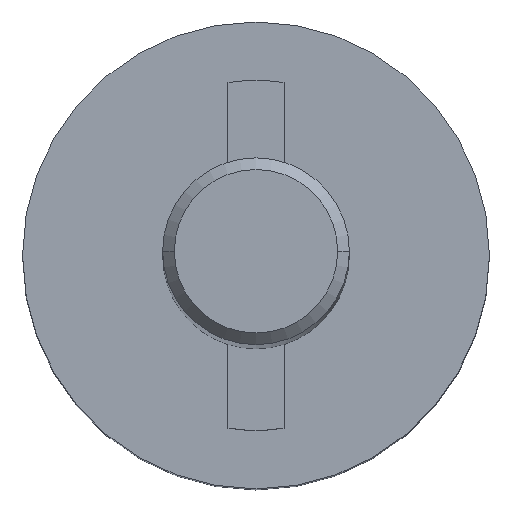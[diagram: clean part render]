
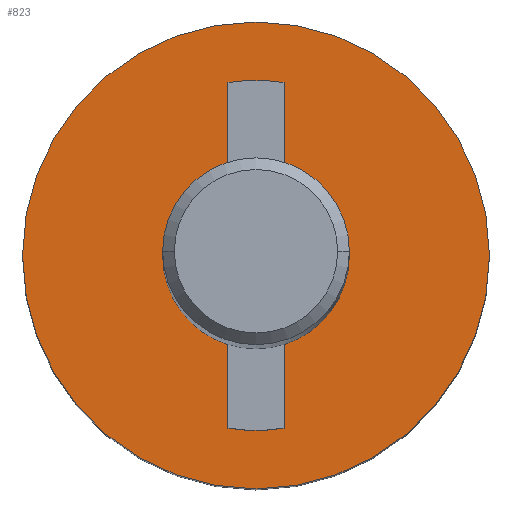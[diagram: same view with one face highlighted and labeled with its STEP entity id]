
A CAD part, top view. The second image highlights one B-rep face of the part: STEP entity #823.
In plain terms, the highlighted planar face has unit normal (0, 0, 1).
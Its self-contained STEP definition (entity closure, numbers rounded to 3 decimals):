
#5 = CARTESIAN_POINT ( 'NONE',  ( -1.2, -7.403, 27. ) ) ;
#6 = CARTESIAN_POINT ( 'NONE',  ( 1.2, -7.403, 27. ) ) ;
#7 = DIRECTION ( 'NONE',  ( 1., 0., 0. ) ) ;
#8 = DIRECTION ( 'NONE',  ( 0., 0., 1. ) ) ;
#9 = CARTESIAN_POINT ( 'NONE',  ( 0., 0., 27. ) ) ;
#10 = AXIS2_PLACEMENT_3D ( 'NONE', #9, #8, #7 ) ;
#11 = CIRCLE ( 'NONE', #10, 7.5 ) ;
#29 = DIRECTION ( 'NONE',  ( 0., 1., 0. ) ) ;
#30 = VECTOR ( 'NONE', #29, 1000. ) ;
#31 = CARTESIAN_POINT ( 'NONE',  ( -1.2, 7.403, 27. ) ) ;
#32 = LINE ( 'NONE', #31, #30 ) ;
#69 = AXIS2_PLACEMENT_3D ( 'NONE', #136, #135, #134 ) ;
#70 = CIRCLE ( 'NONE', #69, 4. ) ;
#72 = CARTESIAN_POINT ( 'NONE',  ( -1.2, -3.816, 27. ) ) ;
#93 = DIRECTION ( 'NONE',  ( 0., 1., 0. ) ) ;
#94 = VECTOR ( 'NONE', #93, 1000. ) ;
#95 = CARTESIAN_POINT ( 'NONE',  ( -1.2, -3.816, 27. ) ) ;
#96 = LINE ( 'NONE', #95, #94 ) ;
#134 = DIRECTION ( 'NONE',  ( 1., 0., 0. ) ) ;
#135 = DIRECTION ( 'NONE',  ( 0., 0., -1. ) ) ;
#136 = CARTESIAN_POINT ( 'NONE',  ( 0., 0., 27. ) ) ;
#184 = DIRECTION ( 'NONE',  ( 1., 0., 0. ) ) ;
#185 = DIRECTION ( 'NONE',  ( 0., 0., -1. ) ) ;
#186 = CARTESIAN_POINT ( 'NONE',  ( 0., 0., 27. ) ) ;
#187 = AXIS2_PLACEMENT_3D ( 'NONE', #186, #185, #184 ) ;
#188 = CIRCLE ( 'NONE', #187, 4. ) ;
#189 = CARTESIAN_POINT ( 'NONE',  ( 1.2, -3.816, 27. ) ) ;
#190 = DIRECTION ( 'NONE',  ( 0., -1., 0. ) ) ;
#191 = VECTOR ( 'NONE', #190, 1000. ) ;
#192 = CARTESIAN_POINT ( 'NONE',  ( 1.2, -3.816, 27. ) ) ;
#193 = LINE ( 'NONE', #192, #191 ) ;
#210 = DIRECTION ( 'NONE',  ( 0., -1., 0. ) ) ;
#211 = VECTOR ( 'NONE', #210, 1000. ) ;
#212 = CARTESIAN_POINT ( 'NONE',  ( 1.2, 7.403, 27. ) ) ;
#213 = LINE ( 'NONE', #212, #211 ) ;
#244 = CARTESIAN_POINT ( 'NONE',  ( 1.2, 7.403, 27. ) ) ;
#245 = CARTESIAN_POINT ( 'NONE',  ( -1.2, 7.403, 27. ) ) ;
#246 = DIRECTION ( 'NONE',  ( 1., 0., 0. ) ) ;
#247 = DIRECTION ( 'NONE',  ( 0., 0., 1. ) ) ;
#248 = AXIS2_PLACEMENT_3D ( 'NONE', #253, #247, #246 ) ;
#249 = CIRCLE ( 'NONE', #248, 10. ) ;
#250 = DIRECTION ( 'NONE',  ( 1., 0., 0. ) ) ;
#251 = DIRECTION ( 'NONE',  ( 0., 0., 1. ) ) ;
#252 = CARTESIAN_POINT ( 'NONE',  ( 0., 0., 27. ) ) ;
#253 = CARTESIAN_POINT ( 'NONE',  ( 0., 0., 27. ) ) ;
#254 = AXIS2_PLACEMENT_3D ( 'NONE', #252, #251, #250 ) ;
#255 = PLANE ( 'NONE',  #254 ) ;
#256 = FACE_BOUND ( 'NONE', #774, .T. ) ;
#257 = FACE_OUTER_BOUND ( 'NONE', #824, .T. ) ;
#258 = DIRECTION ( 'NONE',  ( 1., 0., 0. ) ) ;
#259 = DIRECTION ( 'NONE',  ( 0., 0., 1. ) ) ;
#260 = CARTESIAN_POINT ( 'NONE',  ( 0., 0., 27. ) ) ;
#261 = AXIS2_PLACEMENT_3D ( 'NONE', #260, #259, #258 ) ;
#262 = CIRCLE ( 'NONE', #261, 7.5 ) ;
#433 = CARTESIAN_POINT ( 'NONE',  ( 10., 0., 27. ) ) ;
#460 = CARTESIAN_POINT ( 'NONE',  ( -1.2, 3.816, 27. ) ) ;
#470 = DIRECTION ( 'NONE',  ( 1., 0., 0. ) ) ;
#471 = DIRECTION ( 'NONE',  ( 0., 0., -1. ) ) ;
#472 = AXIS2_PLACEMENT_3D ( 'NONE', #496, #471, #470 ) ;
#473 = CIRCLE ( 'NONE', #472, 4. ) ;
#474 = CARTESIAN_POINT ( 'NONE',  ( 1.2, 3.816, 27. ) ) ;
#479 = CARTESIAN_POINT ( 'NONE',  ( -4., 0., 27. ) ) ;
#484 = CARTESIAN_POINT ( 'NONE',  ( 4., 0., 27. ) ) ;
#496 = CARTESIAN_POINT ( 'NONE',  ( 0., 0., 27. ) ) ;
#498 = DIRECTION ( 'NONE',  ( 0., 0., 1. ) ) ;
#499 = CARTESIAN_POINT ( 'NONE',  ( 0., 0., 27. ) ) ;
#500 = AXIS2_PLACEMENT_3D ( 'NONE', #499, #498, #526 ) ;
#501 = CIRCLE ( 'NONE', #500, 10. ) ;
#520 = CARTESIAN_POINT ( 'NONE',  ( -10., 0., 27. ) ) ;
#526 = DIRECTION ( 'NONE',  ( 1., 0., 0. ) ) ;
#591 = DIRECTION ( 'NONE',  ( 1., 0., 0. ) ) ;
#592 = DIRECTION ( 'NONE',  ( 0., 0., -1. ) ) ;
#593 = CARTESIAN_POINT ( 'NONE',  ( 0., 0., 27. ) ) ;
#594 = AXIS2_PLACEMENT_3D ( 'NONE', #593, #592, #591 ) ;
#595 = CIRCLE ( 'NONE', #594, 4. ) ;
#663 = EDGE_CURVE ( 'NONE', #668, #681, #473, .T. ) ;
#668 = VERTEX_POINT ( 'NONE', #479 ) ;
#671 = VERTEX_POINT ( 'NONE', #474 ) ;
#681 = VERTEX_POINT ( 'NONE', #460 ) ;
#688 = VERTEX_POINT ( 'NONE', #484 ) ;
#696 = EDGE_CURVE ( 'NONE', #671, #688, #595, .T. ) ;
#706 = VERTEX_POINT ( 'NONE', #433 ) ;
#728 = EDGE_CURVE ( 'NONE', #706, #732, #501, .T. ) ;
#732 = VERTEX_POINT ( 'NONE', #520 ) ;
#769 = ORIENTED_EDGE ( 'NONE', *, *, #867, .T. ) ;
#770 = EDGE_CURVE ( 'NONE', #681, #828, #32, .T. ) ;
#774 = EDGE_LOOP ( 'NONE', ( #778, #769, #868, #869, #851, #846, #845, #804, #784, #779 ) ) ;
#778 = ORIENTED_EDGE ( 'NONE', *, *, #822, .F. ) ;
#779 = ORIENTED_EDGE ( 'NONE', *, *, #770, .T. ) ;
#783 = EDGE_CURVE ( 'NONE', #788, #785, #11, .T. ) ;
#784 = ORIENTED_EDGE ( 'NONE', *, *, #663, .T. ) ;
#785 = VERTEX_POINT ( 'NONE', #6 ) ;
#788 = VERTEX_POINT ( 'NONE', #5 ) ;
#802 = EDGE_CURVE ( 'NONE', #788, #803, #96, .T. ) ;
#803 = VERTEX_POINT ( 'NONE', #72 ) ;
#804 = ORIENTED_EDGE ( 'NONE', *, *, #805, .T. ) ;
#805 = EDGE_CURVE ( 'NONE', #803, #668, #70, .T. ) ;
#822 = EDGE_CURVE ( 'NONE', #830, #828, #262, .T. ) ;
#823 = ADVANCED_FACE ( 'NONE', ( #257, #256 ), #255, .T. ) ;
#824 = EDGE_LOOP ( 'NONE', ( #825, #827 ) ) ;
#825 = ORIENTED_EDGE ( 'NONE', *, *, #826, .T. ) ;
#826 = EDGE_CURVE ( 'NONE', #732, #706, #249, .T. ) ;
#827 = ORIENTED_EDGE ( 'NONE', *, *, #728, .T. ) ;
#828 = VERTEX_POINT ( 'NONE', #245 ) ;
#830 = VERTEX_POINT ( 'NONE', #244 ) ;
#845 = ORIENTED_EDGE ( 'NONE', *, *, #802, .T. ) ;
#846 = ORIENTED_EDGE ( 'NONE', *, *, #783, .F. ) ;
#848 = EDGE_CURVE ( 'NONE', #849, #785, #193, .T. ) ;
#849 = VERTEX_POINT ( 'NONE', #189 ) ;
#850 = EDGE_CURVE ( 'NONE', #688, #849, #188, .T. ) ;
#851 = ORIENTED_EDGE ( 'NONE', *, *, #848, .T. ) ;
#867 = EDGE_CURVE ( 'NONE', #830, #671, #213, .T. ) ;
#868 = ORIENTED_EDGE ( 'NONE', *, *, #696, .T. ) ;
#869 = ORIENTED_EDGE ( 'NONE', *, *, #850, .T. ) ;
